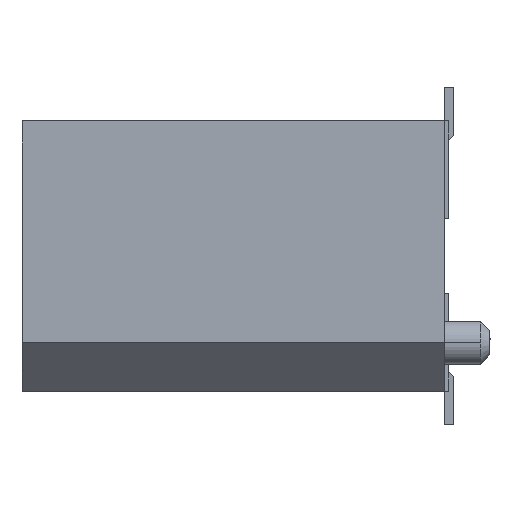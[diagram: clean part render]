
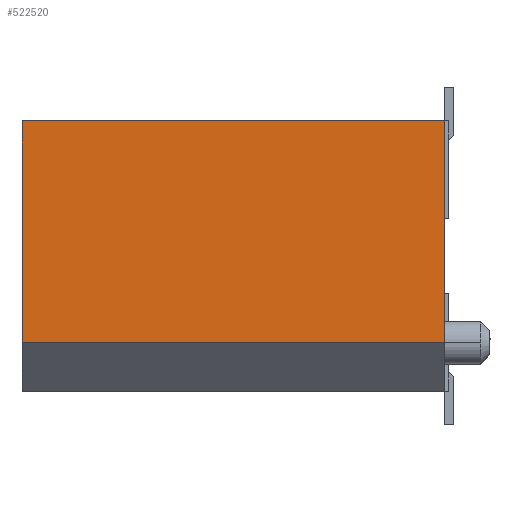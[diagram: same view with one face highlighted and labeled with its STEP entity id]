
A CAD part, left-side view. The second image highlights one B-rep face of the part: STEP entity #522520.
In plain terms, the highlighted planar face has unit normal (-1, 0, 0).
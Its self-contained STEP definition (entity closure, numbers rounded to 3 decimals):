
#328270=CARTESIAN_POINT('',(12.,0.1,2.8));
#328280=VERTEX_POINT('',#328270);
#328310=CARTESIAN_POINT('',(12.,0.,2.8));
#328320=DIRECTION('',(0.,1.,0.));
#328330=VECTOR('',#328320,1.);
#328340=LINE('',#328310,#328330);
#328350=CARTESIAN_POINT('',(12.,8.85,2.8));
#328360=VERTEX_POINT('',#328350);
#328370=EDGE_CURVE('',#328280,#328360,#328340,.T.);
#514690=CARTESIAN_POINT('',(12.,8.85,0.));
#514700=DIRECTION('',(0.,0.,1.));
#514710=VECTOR('',#514700,1.);
#514720=LINE('',#514690,#514710);
#514730=CARTESIAN_POINT('',(12.,8.85,-1.8));
#514740=VERTEX_POINT('',#514730);
#514750=EDGE_CURVE('',#514740,#328360,#514720,.T.);
#517660=CARTESIAN_POINT('',(12.,0.1,0.));
#517670=DIRECTION('',(0.,0.,-1.));
#517680=VECTOR('',#517670,1.);
#517690=LINE('',#517660,#517680);
#517700=CARTESIAN_POINT('',(12.,0.1,-1.8));
#517710=VERTEX_POINT('',#517700);
#517720=EDGE_CURVE('',#328280,#517710,#517690,.T.);
#522310=CARTESIAN_POINT('',(12.,0.,-1.8));
#522320=DIRECTION('',(0.,-1.,0.));
#522330=VECTOR('',#522320,1.);
#522340=LINE('',#522310,#522330);
#522350=EDGE_CURVE('',#514740,#517710,#522340,.T.);
#522410=CARTESIAN_POINT('',(12.,4.475,0.5));
#522420=DIRECTION('',(-1.,0.,0.));
#522430=DIRECTION('',(0.,1.,0.));
#522440=AXIS2_PLACEMENT_3D('',#522410,#522420,#522430);
#522450=PLANE('',#522440);
#522460=ORIENTED_EDGE('',*,*,#514750,.F.);
#522470=ORIENTED_EDGE('',*,*,#328370,.T.);
#522480=ORIENTED_EDGE('',*,*,#517720,.F.);
#522490=ORIENTED_EDGE('',*,*,#522350,.T.);
#522500=EDGE_LOOP('',(#522490,#522480,#522470,#522460));
#522510=FACE_OUTER_BOUND('',#522500,.T.);
#522520=ADVANCED_FACE('',(#522510),#522450,.T.);
